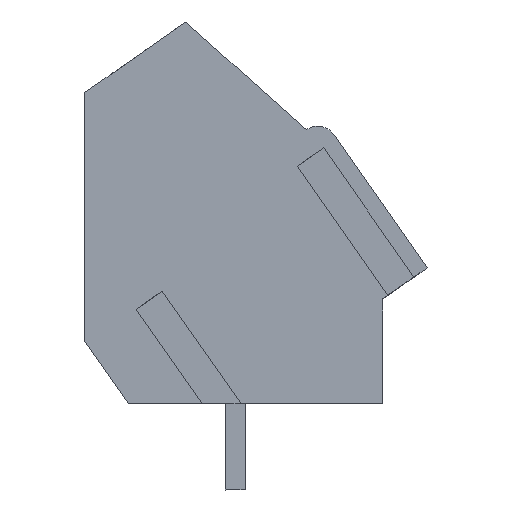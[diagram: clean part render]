
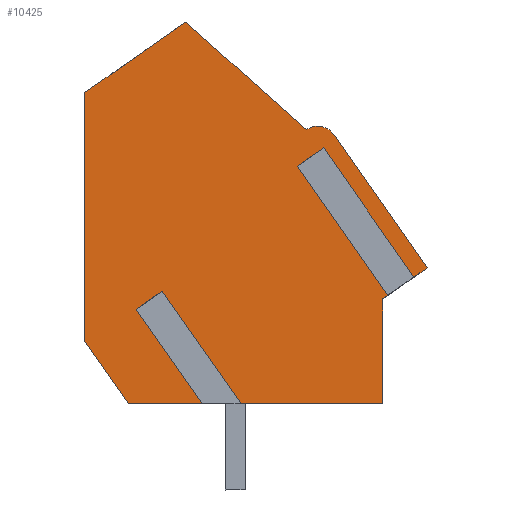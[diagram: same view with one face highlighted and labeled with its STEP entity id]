
A CAD part, left-side view. The second image highlights one B-rep face of the part: STEP entity #10425.
In plain terms, the highlighted planar face has unit normal (-1, 0, 0).
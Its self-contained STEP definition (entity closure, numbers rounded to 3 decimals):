
#10285=AXIS2_PLACEMENT_3D('Plane Axis2P3D',#10282,#10283,#10284) ;
#10347=AXIS2_PLACEMENT_3D('Circle Axis2P3D',#10345,#10346,$) ;
#10282=CARTESIAN_POINT('Axis2P3D Location',(0.55,13.9,0.)) ;
#10287=CARTESIAN_POINT('Line Origine',(0.55,4.87,3.5)) ;
#10291=CARTESIAN_POINT('Vertex',(0.55,7.94,3.5)) ;
#10293=CARTESIAN_POINT('Vertex',(0.55,1.8,3.5)) ;
#10296=CARTESIAN_POINT('Line Origine',(0.55,1.8,5.629)) ;
#10300=CARTESIAN_POINT('Vertex',(0.55,1.8,7.758)) ;
#10303=CARTESIAN_POINT('Line Origine',(0.55,1.568,7.92)) ;
#10307=CARTESIAN_POINT('Vertex',(0.55,1.336,8.083)) ;
#10310=CARTESIAN_POINT('Line Origine',(0.55,3.171,10.704)) ;
#10314=CARTESIAN_POINT('Vertex',(0.55,5.007,13.326)) ;
#10317=CARTESIAN_POINT('Line Origine',(0.55,4.736,13.515)) ;
#10321=CARTESIAN_POINT('Vertex',(0.55,4.465,13.705)) ;
#10324=CARTESIAN_POINT('Line Origine',(0.55,2.629,11.084)) ;
#10328=CARTESIAN_POINT('Vertex',(0.55,0.794,8.462)) ;
#10331=CARTESIAN_POINT('Line Origine',(0.55,0.397,8.74)) ;
#10335=CARTESIAN_POINT('Vertex',(0.55,0.,9.018)) ;
#10338=CARTESIAN_POINT('Line Origine',(0.55,1.893,11.722)) ;
#10342=CARTESIAN_POINT('Vertex',(0.55,3.786,14.425)) ;
#10345=CARTESIAN_POINT('Axis2P3D Location',(0.55,4.441,13.966)) ;
#10349=CARTESIAN_POINT('Vertex',(0.55,4.9,14.621)) ;
#10352=CARTESIAN_POINT('Line Origine',(0.55,7.352,16.811)) ;
#10356=CARTESIAN_POINT('Vertex',(0.55,9.804,19.)) ;
#10359=CARTESIAN_POINT('Line Origine',(0.55,11.852,17.566)) ;
#10363=CARTESIAN_POINT('Vertex',(0.55,13.9,16.132)) ;
#10366=CARTESIAN_POINT('Line Origine',(0.55,13.9,11.081)) ;
#10370=CARTESIAN_POINT('Vertex',(0.55,13.9,6.03)) ;
#10373=CARTESIAN_POINT('Line Origine',(0.55,13.014,4.765)) ;
#10377=CARTESIAN_POINT('Vertex',(0.55,12.128,3.5)) ;
#10380=CARTESIAN_POINT('Line Origine',(0.55,10.438,3.5)) ;
#10384=CARTESIAN_POINT('Vertex',(0.55,8.747,3.5)) ;
#10387=CARTESIAN_POINT('Line Origine',(0.55,10.154,5.508)) ;
#10391=CARTESIAN_POINT('Vertex',(0.55,11.56,7.516)) ;
#10394=CARTESIAN_POINT('Line Origine',(0.55,11.289,7.706)) ;
#10398=CARTESIAN_POINT('Vertex',(0.55,11.018,7.896)) ;
#10401=CARTESIAN_POINT('Line Origine',(0.55,9.479,5.698)) ;
#10283=DIRECTION('Axis2P3D Direction',(-1.,0.,0.)) ;
#10284=DIRECTION('Axis2P3D XDirection',(0.,-1.,0.)) ;
#10288=DIRECTION('Vector Direction',(0.,1.,0.)) ;
#10297=DIRECTION('Vector Direction',(0.,0.,-1.)) ;
#10304=DIRECTION('Vector Direction',(0.,0.819,-0.574)) ;
#10311=DIRECTION('Vector Direction',(0.,-0.574,-0.819)) ;
#10318=DIRECTION('Vector Direction',(0.,0.819,-0.574)) ;
#10325=DIRECTION('Vector Direction',(0.,-0.574,-0.819)) ;
#10332=DIRECTION('Vector Direction',(0.,0.819,-0.574)) ;
#10339=DIRECTION('Vector Direction',(0.,-0.574,-0.819)) ;
#10346=DIRECTION('Axis2P3D Direction',(-1.,0.,0.)) ;
#10353=DIRECTION('Vector Direction',(0.,-0.746,-0.666)) ;
#10360=DIRECTION('Vector Direction',(0.,-0.819,0.574)) ;
#10367=DIRECTION('Vector Direction',(0.,0.,1.)) ;
#10374=DIRECTION('Vector Direction',(0.,0.574,0.819)) ;
#10381=DIRECTION('Vector Direction',(0.,1.,0.)) ;
#10388=DIRECTION('Vector Direction',(0.,-0.574,-0.819)) ;
#10395=DIRECTION('Vector Direction',(0.,-0.819,0.574)) ;
#10402=DIRECTION('Vector Direction',(0.,-0.574,-0.819)) ;
#10289=VECTOR('Line Direction',#10288,1.) ;
#10298=VECTOR('Line Direction',#10297,1.) ;
#10305=VECTOR('Line Direction',#10304,1.) ;
#10312=VECTOR('Line Direction',#10311,1.) ;
#10319=VECTOR('Line Direction',#10318,1.) ;
#10326=VECTOR('Line Direction',#10325,1.) ;
#10333=VECTOR('Line Direction',#10332,1.) ;
#10340=VECTOR('Line Direction',#10339,1.) ;
#10354=VECTOR('Line Direction',#10353,1.) ;
#10361=VECTOR('Line Direction',#10360,1.) ;
#10368=VECTOR('Line Direction',#10367,1.) ;
#10375=VECTOR('Line Direction',#10374,1.) ;
#10382=VECTOR('Line Direction',#10381,1.) ;
#10389=VECTOR('Line Direction',#10388,1.) ;
#10396=VECTOR('Line Direction',#10395,1.) ;
#10403=VECTOR('Line Direction',#10402,1.) ;
#10407=ORIENTED_EDGE('',*,*,#10295,.T.) ;
#10408=ORIENTED_EDGE('',*,*,#10302,.T.) ;
#10409=ORIENTED_EDGE('',*,*,#10309,.T.) ;
#10410=ORIENTED_EDGE('',*,*,#10316,.F.) ;
#10411=ORIENTED_EDGE('',*,*,#10323,.F.) ;
#10412=ORIENTED_EDGE('',*,*,#10330,.T.) ;
#10413=ORIENTED_EDGE('',*,*,#10337,.T.) ;
#10414=ORIENTED_EDGE('',*,*,#10344,.T.) ;
#10415=ORIENTED_EDGE('',*,*,#10351,.T.) ;
#10416=ORIENTED_EDGE('',*,*,#10358,.T.) ;
#10417=ORIENTED_EDGE('',*,*,#10365,.T.) ;
#10418=ORIENTED_EDGE('',*,*,#10372,.T.) ;
#10419=ORIENTED_EDGE('',*,*,#10379,.T.) ;
#10420=ORIENTED_EDGE('',*,*,#10386,.T.) ;
#10421=ORIENTED_EDGE('',*,*,#10393,.F.) ;
#10422=ORIENTED_EDGE('',*,*,#10400,.F.) ;
#10423=ORIENTED_EDGE('',*,*,#10405,.T.) ;
#10425=ADVANCED_FACE('HOUSING',(#10424),#10286,.T.) ;
#10348=CIRCLE('generated circle',#10347,0.8) ;
#10295=EDGE_CURVE('',#10292,#10294,#10290,.F.) ;
#10302=EDGE_CURVE('',#10294,#10301,#10299,.F.) ;
#10309=EDGE_CURVE('',#10301,#10308,#10306,.F.) ;
#10316=EDGE_CURVE('',#10315,#10308,#10313,.T.) ;
#10323=EDGE_CURVE('',#10322,#10315,#10320,.T.) ;
#10330=EDGE_CURVE('',#10322,#10329,#10327,.T.) ;
#10337=EDGE_CURVE('',#10329,#10336,#10334,.F.) ;
#10344=EDGE_CURVE('',#10336,#10343,#10341,.F.) ;
#10351=EDGE_CURVE('',#10343,#10350,#10348,.T.) ;
#10358=EDGE_CURVE('',#10350,#10357,#10355,.F.) ;
#10365=EDGE_CURVE('',#10357,#10364,#10362,.F.) ;
#10372=EDGE_CURVE('',#10364,#10371,#10369,.F.) ;
#10379=EDGE_CURVE('',#10371,#10378,#10376,.F.) ;
#10386=EDGE_CURVE('',#10378,#10385,#10383,.F.) ;
#10393=EDGE_CURVE('',#10392,#10385,#10390,.T.) ;
#10400=EDGE_CURVE('',#10399,#10392,#10397,.F.) ;
#10405=EDGE_CURVE('',#10399,#10292,#10404,.T.) ;
#10406=EDGE_LOOP('',(#10407,#10408,#10409,#10410,#10411,#10412,#10413,#10414,#10415,#10416,#10417,#10418,#10419,#10420,#10421,#10422,#10423)) ;
#10424=FACE_OUTER_BOUND('',#10406,.T.) ;
#10290=LINE('Line',#10287,#10289) ;
#10299=LINE('Line',#10296,#10298) ;
#10306=LINE('Line',#10303,#10305) ;
#10313=LINE('Line',#10310,#10312) ;
#10320=LINE('Line',#10317,#10319) ;
#10327=LINE('Line',#10324,#10326) ;
#10334=LINE('Line',#10331,#10333) ;
#10341=LINE('Line',#10338,#10340) ;
#10355=LINE('Line',#10352,#10354) ;
#10362=LINE('Line',#10359,#10361) ;
#10369=LINE('Line',#10366,#10368) ;
#10376=LINE('Line',#10373,#10375) ;
#10383=LINE('Line',#10380,#10382) ;
#10390=LINE('Line',#10387,#10389) ;
#10397=LINE('Line',#10394,#10396) ;
#10404=LINE('Line',#10401,#10403) ;
#10286=PLANE('',#10285) ;
#10292=VERTEX_POINT('',#10291) ;
#10294=VERTEX_POINT('',#10293) ;
#10301=VERTEX_POINT('',#10300) ;
#10308=VERTEX_POINT('',#10307) ;
#10315=VERTEX_POINT('',#10314) ;
#10322=VERTEX_POINT('',#10321) ;
#10329=VERTEX_POINT('',#10328) ;
#10336=VERTEX_POINT('',#10335) ;
#10343=VERTEX_POINT('',#10342) ;
#10350=VERTEX_POINT('',#10349) ;
#10357=VERTEX_POINT('',#10356) ;
#10364=VERTEX_POINT('',#10363) ;
#10371=VERTEX_POINT('',#10370) ;
#10378=VERTEX_POINT('',#10377) ;
#10385=VERTEX_POINT('',#10384) ;
#10392=VERTEX_POINT('',#10391) ;
#10399=VERTEX_POINT('',#10398) ;
